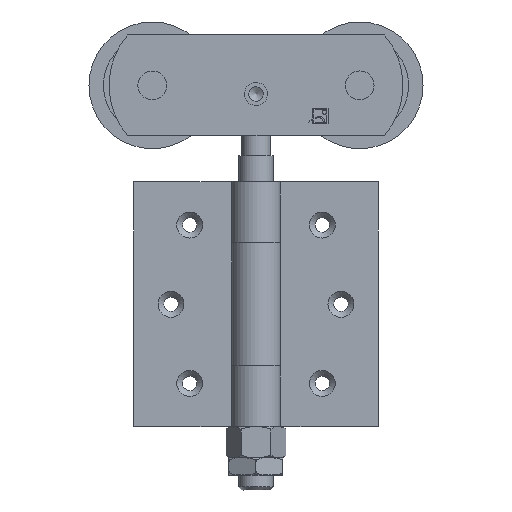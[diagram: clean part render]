
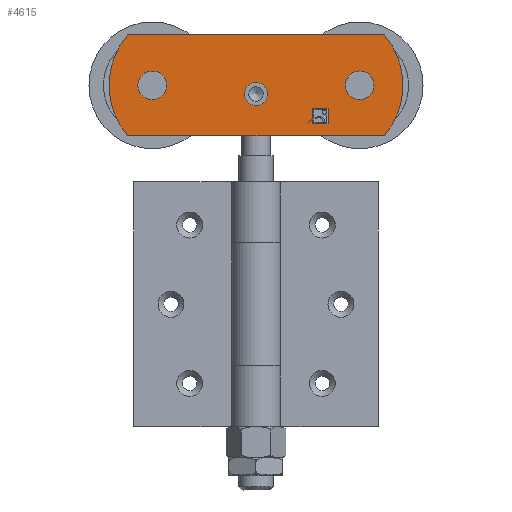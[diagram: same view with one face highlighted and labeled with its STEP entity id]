
A CAD part, front view. The second image highlights one B-rep face of the part: STEP entity #4615.
In plain terms, the highlighted face is planar.
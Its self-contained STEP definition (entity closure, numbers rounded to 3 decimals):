
#301=FACE_BOUND('',#775,.T.);
#302=FACE_BOUND('',#776,.T.);
#303=FACE_BOUND('',#777,.T.);
#304=FACE_BOUND('',#778,.T.);
#367=PLANE('',#5230);
#501=FACE_OUTER_BOUND('',#774,.T.);
#774=EDGE_LOOP('',(#3234,#3235,#3236,#3237));
#775=EDGE_LOOP('',(#3238));
#776=EDGE_LOOP('',(#3239));
#777=EDGE_LOOP('',(#3240));
#778=EDGE_LOOP('',(#3241,#3242,#3243,#3244,#3245,#3246,#3247));
#1102=LINE('',#7419,#1431);
#1106=LINE('',#7427,#1435);
#1109=LINE('',#7433,#1438);
#1114=LINE('',#7451,#1443);
#1117=LINE('',#7456,#1446);
#1119=LINE('',#7464,#1448);
#1120=LINE('',#7467,#1449);
#1431=VECTOR('',#5878,10.);
#1435=VECTOR('',#5884,10.);
#1438=VECTOR('',#5889,10.);
#1443=VECTOR('',#5908,10.);
#1446=VECTOR('',#5913,10.);
#1448=VECTOR('',#5921,10.);
#1449=VECTOR('',#5924,10.);
#1748=CIRCLE('',#5222,10.187);
#1750=CIRCLE('',#5225,7.745);
#1752=CIRCLE('',#5231,27.);
#1753=CIRCLE('',#5232,27.);
#1754=CIRCLE('',#5233,3.95);
#1755=CIRCLE('',#5234,3.95);
#1756=CIRCLE('',#5235,3.95);
#2051=VERTEX_POINT('',#7417);
#2052=VERTEX_POINT('',#7418);
#2055=VERTEX_POINT('',#7426);
#2057=VERTEX_POINT('',#7432);
#2059=VERTEX_POINT('',#7438);
#2061=VERTEX_POINT('',#7444);
#2063=VERTEX_POINT('',#7450);
#2065=VERTEX_POINT('',#7460);
#2066=VERTEX_POINT('',#7461);
#2067=VERTEX_POINT('',#7463);
#2068=VERTEX_POINT('',#7465);
#2069=VERTEX_POINT('',#7468);
#2070=VERTEX_POINT('',#7470);
#2071=VERTEX_POINT('',#7472);
#2497=EDGE_CURVE('',#2051,#2052,#1102,.T.);
#2501=EDGE_CURVE('',#2055,#2051,#1106,.T.);
#2504=EDGE_CURVE('',#2057,#2055,#1109,.T.);
#2507=EDGE_CURVE('',#2059,#2057,#1748,.T.);
#2510=EDGE_CURVE('',#2061,#2059,#1750,.T.);
#2513=EDGE_CURVE('',#2063,#2061,#1114,.T.);
#2516=EDGE_CURVE('',#2052,#2063,#1117,.T.);
#2518=EDGE_CURVE('',#2065,#2066,#1752,.T.);
#2519=EDGE_CURVE('',#2067,#2065,#1119,.T.);
#2520=EDGE_CURVE('',#2068,#2067,#1753,.T.);
#2521=EDGE_CURVE('',#2066,#2068,#1120,.T.);
#2522=EDGE_CURVE('',#2069,#2069,#1754,.T.);
#2523=EDGE_CURVE('',#2070,#2070,#1755,.T.);
#2524=EDGE_CURVE('',#2071,#2071,#1756,.T.);
#3234=ORIENTED_EDGE('',*,*,#2518,.F.);
#3235=ORIENTED_EDGE('',*,*,#2519,.F.);
#3236=ORIENTED_EDGE('',*,*,#2520,.F.);
#3237=ORIENTED_EDGE('',*,*,#2521,.F.);
#3238=ORIENTED_EDGE('',*,*,#2522,.T.);
#3239=ORIENTED_EDGE('',*,*,#2523,.T.);
#3240=ORIENTED_EDGE('',*,*,#2524,.T.);
#3241=ORIENTED_EDGE('',*,*,#2497,.T.);
#3242=ORIENTED_EDGE('',*,*,#2516,.T.);
#3243=ORIENTED_EDGE('',*,*,#2513,.T.);
#3244=ORIENTED_EDGE('',*,*,#2510,.T.);
#3245=ORIENTED_EDGE('',*,*,#2507,.T.);
#3246=ORIENTED_EDGE('',*,*,#2504,.T.);
#3247=ORIENTED_EDGE('',*,*,#2501,.T.);
#4615=ADVANCED_FACE('',(#501,#301,#302,#303,#304),#367,.F.);
#5222=AXIS2_PLACEMENT_3D('',#7439,#5894,#5895);
#5225=AXIS2_PLACEMENT_3D('',#7445,#5901,#5902);
#5230=AXIS2_PLACEMENT_3D('',#7459,#5917,#5918);
#5231=AXIS2_PLACEMENT_3D('',#7462,#5919,#5920);
#5232=AXIS2_PLACEMENT_3D('',#7466,#5922,#5923);
#5233=AXIS2_PLACEMENT_3D('',#7469,#5925,#5926);
#5234=AXIS2_PLACEMENT_3D('',#7471,#5927,#5928);
#5235=AXIS2_PLACEMENT_3D('',#7473,#5929,#5930);
#5878=DIRECTION('',(0.,-1.,0.));
#5884=DIRECTION('',(-1.,0.,0.));
#5889=DIRECTION('',(0.,1.,0.));
#5894=DIRECTION('center_axis',(0.,0.,1.));
#5895=DIRECTION('ref_axis',(0.451,0.893,0.));
#5901=DIRECTION('center_axis',(0.,0.,-1.));
#5902=DIRECTION('ref_axis',(-0.374,-0.927,0.));
#5908=DIRECTION('',(0.,1.,0.));
#5913=DIRECTION('',(1.,0.,0.));
#5917=DIRECTION('center_axis',(0.,0.,1.));
#5918=DIRECTION('ref_axis',(1.,0.,0.));
#5919=DIRECTION('center_axis',(0.,0.,1.));
#5920=DIRECTION('ref_axis',(-0.762,0.648,0.));
#5921=DIRECTION('',(-1.,0.,0.));
#5922=DIRECTION('center_axis',(0.,0.,1.));
#5923=DIRECTION('ref_axis',(0.762,-0.648,0.));
#5924=DIRECTION('',(1.,0.,0.));
#5925=DIRECTION('center_axis',(0.,0.,1.));
#5926=DIRECTION('ref_axis',(1.,0.,0.));
#5927=DIRECTION('center_axis',(0.,0.,1.));
#5928=DIRECTION('ref_axis',(1.,0.,0.));
#5929=DIRECTION('center_axis',(0.,0.,1.));
#5930=DIRECTION('ref_axis',(1.,0.,0.));
#7417=CARTESIAN_POINT('',(-43.116,2.879,0.));
#7418=CARTESIAN_POINT('',(-43.116,-2.371,0.));
#7419=CARTESIAN_POINT('',(-43.116,6.903,0.));
#7426=CARTESIAN_POINT('',(-37.866,2.879,0.));
#7427=CARTESIAN_POINT('',(-27.991,2.879,0.));
#7432=CARTESIAN_POINT('',(-37.866,-0.754,0.));
#7433=CARTESIAN_POINT('',(-37.866,5.087,0.));
#7438=CARTESIAN_POINT('',(-36.29,-1.84,0.));
#7439=CARTESIAN_POINT('Origin',(-42.832,-9.648,0.));
#7444=CARTESIAN_POINT('',(-37.866,-0.86,0.));
#7445=CARTESIAN_POINT('Origin',(-41.139,-7.879,0.));
#7450=CARTESIAN_POINT('',(-37.866,-2.371,0.));
#7451=CARTESIAN_POINT('',(-37.866,4.278,0.));
#7456=CARTESIAN_POINT('',(-30.616,-2.371,0.));
#7459=CARTESIAN_POINT('Origin',(-18.116,10.928,0.));
#7460=CARTESIAN_POINT('',(-62.676,28.428,0.));
#7461=CARTESIAN_POINT('',(-62.676,-6.572,0.));
#7462=CARTESIAN_POINT('Origin',(-42.116,10.928,0.));
#7463=CARTESIAN_POINT('',(26.445,28.428,0.));
#7464=CARTESIAN_POINT('',(26.445,28.428,0.));
#7465=CARTESIAN_POINT('',(26.445,-6.572,0.));
#7466=CARTESIAN_POINT('Origin',(5.884,10.928,0.));
#7467=CARTESIAN_POINT('',(-62.676,-6.572,0.));
#7468=CARTESIAN_POINT('',(-22.066,7.928,0.));
#7469=CARTESIAN_POINT('Origin',(-18.116,7.928,0.));
#7470=CARTESIAN_POINT('',(-58.066,10.928,0.));
#7471=CARTESIAN_POINT('Origin',(-54.116,10.928,0.));
#7472=CARTESIAN_POINT('',(13.934,10.928,0.));
#7473=CARTESIAN_POINT('Origin',(17.884,10.928,0.));
